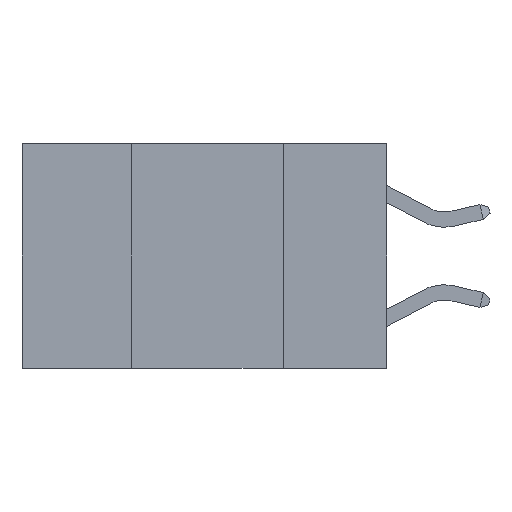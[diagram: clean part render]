
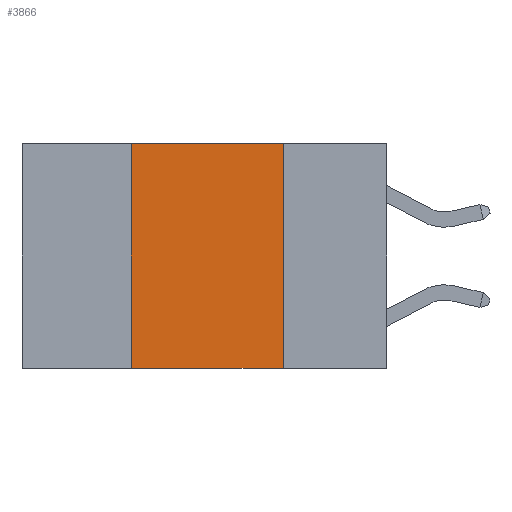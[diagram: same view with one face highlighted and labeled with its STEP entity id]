
A CAD part, left-side view. The second image highlights one B-rep face of the part: STEP entity #3866.
In plain terms, the highlighted planar face has unit normal (-1, 0, 0).
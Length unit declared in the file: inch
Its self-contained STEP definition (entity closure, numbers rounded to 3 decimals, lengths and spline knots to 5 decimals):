
#607 = EDGE_CURVE ( 'NONE', #9746, #5278, #4803, .T. ) ;
#797 = ORIENTED_EDGE ( 'NONE', *, *, #9238, .F. ) ;
#967 = VERTEX_POINT ( 'NONE', #1368 ) ;
#1128 = EDGE_CURVE ( 'NONE', #9746, #3465, #1247, .T. ) ;
#1231 = EDGE_LOOP ( 'NONE', ( #7604, #797, #8409, #6433 ) ) ;
#1247 = LINE ( 'NONE', #4703, #9752 ) ;
#1368 = CARTESIAN_POINT ( 'NONE',  ( 0., 0.17, 0. ) ) ;
#1429 = LINE ( 'NONE', #7769, #8146 ) ;
#1766 = EDGE_CURVE ( 'NONE', #967, #5278, #6592, .T. ) ;
#1826 = CARTESIAN_POINT ( 'NONE',  ( 0., 0.6, 0. ) ) ;
#2508 = FACE_OUTER_BOUND ( 'NONE', #1231, .T. ) ;
#2872 = CARTESIAN_POINT ( 'NONE',  ( 0., 0.17, -0.37 ) ) ;
#3465 = VERTEX_POINT ( 'NONE', #6537 ) ;
#3866 = ADVANCED_FACE ( 'NONE', ( #2508 ), #6968, .F. ) ;
#4671 = DIRECTION ( 'NONE',  ( 0., -1., 0. ) ) ;
#4691 = DIRECTION ( 'NONE',  ( 1., 0., 0. ) ) ;
#4703 = CARTESIAN_POINT ( 'NONE',  ( 0., 0.42, 0. ) ) ;
#4803 = LINE ( 'NONE', #8630, #7554 ) ;
#4896 = CARTESIAN_POINT ( 'NONE',  ( 0., 0.17, 0. ) ) ;
#5278 = VERTEX_POINT ( 'NONE', #2872 ) ;
#6365 = DIRECTION ( 'NONE',  ( 0., 0., 1. ) ) ;
#6433 = ORIENTED_EDGE ( 'NONE', *, *, #607, .T. ) ;
#6537 = CARTESIAN_POINT ( 'NONE',  ( 0., 0.42, 0. ) ) ;
#6592 = LINE ( 'NONE', #4896, #8322 ) ;
#6666 = CARTESIAN_POINT ( 'NONE',  ( 0., 0.42, -0.37 ) ) ;
#6968 = PLANE ( 'NONE',  #8143 ) ;
#7019 = DIRECTION ( 'NONE',  ( 0., -1., 0. ) ) ;
#7554 = VECTOR ( 'NONE', #4671, 39.37008 ) ;
#7604 = ORIENTED_EDGE ( 'NONE', *, *, #1766, .F. ) ;
#7769 = CARTESIAN_POINT ( 'NONE',  ( 0., 0.6, 0. ) ) ;
#8143 = AXIS2_PLACEMENT_3D ( 'NONE', #1826, #4691, #9966 ) ;
#8146 = VECTOR ( 'NONE', #7019, 39.37008 ) ;
#8322 = VECTOR ( 'NONE', #8324, 39.37008 ) ;
#8324 = DIRECTION ( 'NONE',  ( 0., 0., -1. ) ) ;
#8409 = ORIENTED_EDGE ( 'NONE', *, *, #1128, .F. ) ;
#8630 = CARTESIAN_POINT ( 'NONE',  ( 0., 0.6, -0.37 ) ) ;
#9238 = EDGE_CURVE ( 'NONE', #3465, #967, #1429, .T. ) ;
#9746 = VERTEX_POINT ( 'NONE', #6666 ) ;
#9752 = VECTOR ( 'NONE', #6365, 39.37008 ) ;
#9966 = DIRECTION ( 'NONE',  ( 0., 0., -1. ) ) ;
